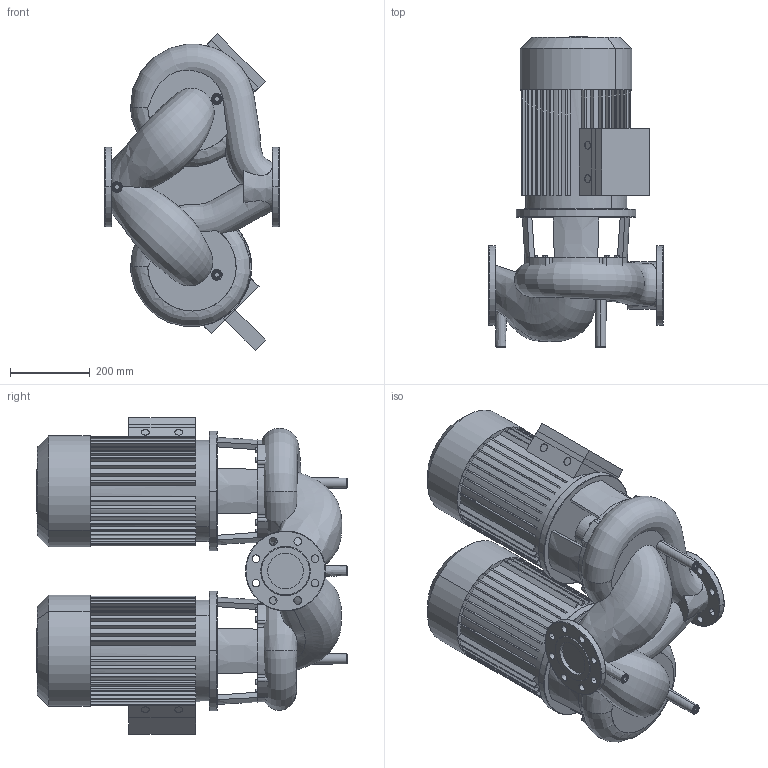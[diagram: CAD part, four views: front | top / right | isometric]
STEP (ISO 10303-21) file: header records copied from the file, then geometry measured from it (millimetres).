
FILE_DESCRIPTION((''),'2;1');
FILE_NAME('3d_DL80_150-7_5_2-2121053.stp','2016-05-24T12:40:33',(''),(''),'Mechanical Desktop 2009','Mechanical Desktop 2009',', , ');
FILE_SCHEMA(('CONFIG_CONTROL_DESIGN'));
Length unit declared in the file: millimetre
Products named in the file (1): Product
Bounding box: 440 x 778 x 791.17 mm (x, y, z)
Volume: 84292647.2 mm3; surface area: 3240749.8 mm2
Topology: 17 solids, 17 shells, 777 faces, 2115 edges, 1403 vertices
Faces by surface type: bspline 329, plane 250, cylinder 180, cone 14, torus 4
Entity records: 47305 total; most frequent: CARTESIAN_POINT 28191, ORIENTED_EDGE 4222, DIRECTION 3554, EDGE_CURVE 2111, VERTEX_POINT 1401, AXIS2_PLACEMENT_3D 1185, VECTOR 1184, LINE 1184
